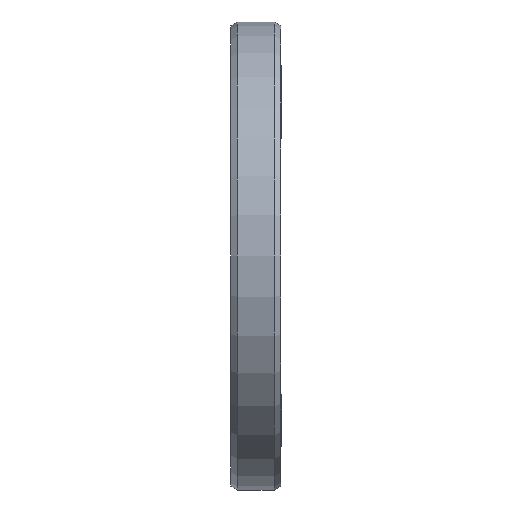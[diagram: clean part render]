
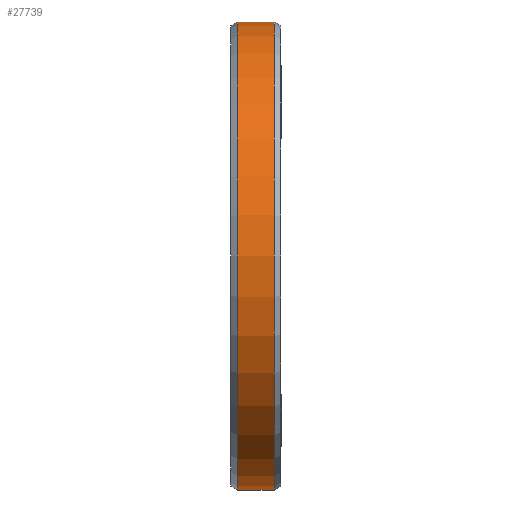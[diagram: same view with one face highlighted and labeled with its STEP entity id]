
A CAD part, left-side view. The second image highlights one B-rep face of the part: STEP entity #27739.
In plain terms, the highlighted cylindrical face has radius 70 mm (diameter 140 mm), a partial arc.
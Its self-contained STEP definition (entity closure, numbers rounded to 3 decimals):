
#26752=CARTESIAN_POINT('',(0.,-5.5,0.));
#26753=DIRECTION('',(0.,1.,0.));
#26754=DIRECTION('',(0.,0.,-1.));
#26755=AXIS2_PLACEMENT_3D('',#26752,#26753,#26754);
#26760=DIRECTION('',(0.,1.,0.));
#26761=VECTOR('',#26760,11.);
#26762=CARTESIAN_POINT('',(0.,-5.5,-70.));
#26763=LINE('',#26762,#26761);
#26775=DIRECTION('',(0.,1.,0.));
#26776=VECTOR('',#26775,11.);
#26777=CARTESIAN_POINT('',(0.,-5.5,70.));
#26778=LINE('',#26777,#26776);
#26804=CARTESIAN_POINT('',(0.,5.5,0.));
#26805=DIRECTION('',(0.,1.,0.));
#26806=DIRECTION('',(0.,0.,-1.));
#26807=AXIS2_PLACEMENT_3D('',#26804,#26805,#26806);
#27600=CARTESIAN_POINT('',(0.,-5.5,-70.));
#27602=VERTEX_POINT('',#27600);
#27603=CARTESIAN_POINT('',(0.,5.5,-70.));
#27604=VERTEX_POINT('',#27603);
#27612=CARTESIAN_POINT('',(0.,-5.5,70.));
#27614=VERTEX_POINT('',#27612);
#27615=CARTESIAN_POINT('',(0.,5.5,70.));
#27616=VERTEX_POINT('',#27615);
#27725=CARTESIAN_POINT('',(0.,-8.25,0.));
#27726=DIRECTION('',(0.,1.,0.));
#27727=DIRECTION('',(0.,0.,-1.));
#27728=AXIS2_PLACEMENT_3D('',#27725,#27726,#27727);
#27729=CYLINDRICAL_SURFACE('',#27728,70.);
#27731=ORIENTED_EDGE('',*,*,#27730,.T.);
#27733=ORIENTED_EDGE('',*,*,#27732,.T.);
#27735=ORIENTED_EDGE('',*,*,#27734,.F.);
#27736=ORIENTED_EDGE('',*,*,#27710,.F.);
#27737=EDGE_LOOP('',(#27731,#27733,#27735,#27736));
#27738=FACE_OUTER_BOUND('',#27737,.F.);
#26756=CIRCLE('',#26755,70.);
#26808=CIRCLE('',#26807,70.);
#27710=EDGE_CURVE('',#27602,#27614,#26756,.T.);
#27730=EDGE_CURVE('',#27602,#27604,#26763,.T.);
#27732=EDGE_CURVE('',#27604,#27616,#26808,.T.);
#27734=EDGE_CURVE('',#27614,#27616,#26778,.T.);
#27739=ADVANCED_FACE('',(#27738),#27729,.T.);
